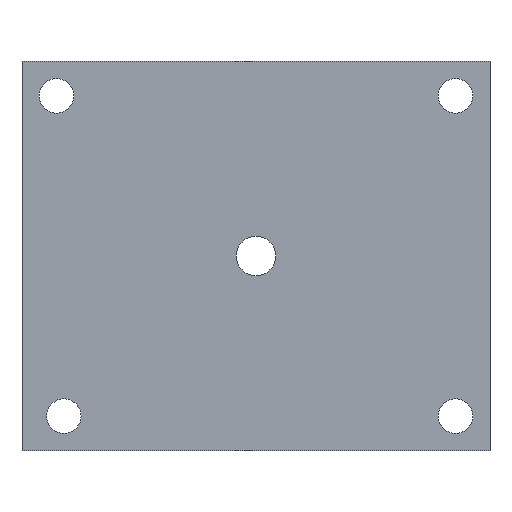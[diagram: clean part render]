
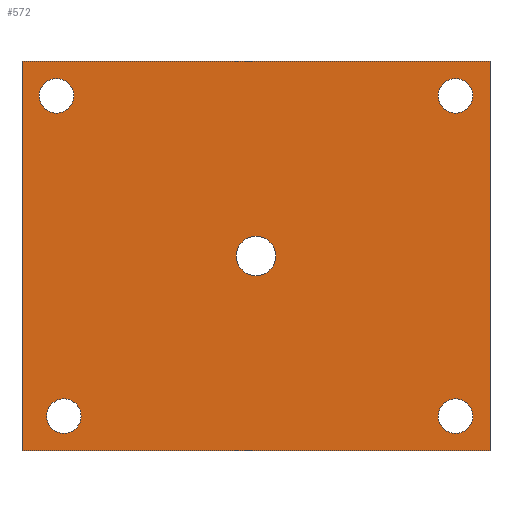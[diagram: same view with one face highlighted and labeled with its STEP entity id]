
A CAD part, front view. The second image highlights one B-rep face of the part: STEP entity #572.
In plain terms, the highlighted planar face has unit normal (0, -1, 0).
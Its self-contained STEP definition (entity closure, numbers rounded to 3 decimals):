
#3=CARTESIAN_POINT('POINT2',(-117.475,-22.225,103.188));
#4=VERTEX_POINT('VERTEX2',#3);
#20=CARTESIAN_POINT('POINT4',(-139.7,-22.225,103.188));
#21=VERTEX_POINT('VERTEX4',#20);
#28=CARTESIAN_POINT('POS4',(-128.588,-22.225,103.188));
#29=DIRECTION('DIR5',(0.,1.,0.));
#30=DIRECTION('DIR6',(1.,0.,0.));
#31=AXIS2_PLACEMENT_3D('AXIS2',#28,#29,#30);
#32=CIRCLE('ELLIPSE2',#31,11.113);
#33=EDGE_CURVE('EDGE4',#4,#21,#32,.T.);
#52=CARTESIAN_POINT('POS7',(-128.588,-22.225,103.188));
#53=DIRECTION('DIR11',(0.,1.,0.));
#54=DIRECTION('DIR12',(-1.,0.,0.));
#55=AXIS2_PLACEMENT_3D('AXIS5',#52,#53,#54);
#56=CIRCLE('ELLIPSE4',#55,11.113);
#57=EDGE_CURVE('EDGE6',#21,#4,#56,.T.);
#69=CARTESIAN_POINT('POINT6',(117.475,-22.225,-103.188))
   ;
#70=VERTEX_POINT('VERTEX6',#69);
#86=CARTESIAN_POINT('POINT8',(139.7,-22.225,-103.188));
#87=VERTEX_POINT('VERTEX8',#86);
#94=CARTESIAN_POINT('POS12',(128.588,-22.225,-103.188))
   ;
#95=DIRECTION('DIR19',(0.,1.,0.));
#96=DIRECTION('DIR20',(-1.,0.,0.));
#97=AXIS2_PLACEMENT_3D('AXIS8',#94,#95,#96);
#98=CIRCLE('ELLIPSE6',#97,11.113);
#99=EDGE_CURVE('EDGE10',#70,#87,#98,.T.);
#118=CARTESIAN_POINT('POS15',(128.588,-22.225,-103.188)
   );
#119=DIRECTION('DIR25',(0.,1.,0.));
#120=DIRECTION('DIR26',(1.,0.,0.));
#121=AXIS2_PLACEMENT_3D('AXIS11',#118,#119,#120);
#122=CIRCLE('ELLIPSE8',#121,11.113);
#123=EDGE_CURVE('EDGE12',#87,#70,#122,.T.);
#135=CARTESIAN_POINT('POINT10',(139.7,-22.225,103.188));
#136=VERTEX_POINT('VERTEX10',#135);
#152=CARTESIAN_POINT('POINT12',(117.475,-22.225,103.188)
   );
#153=VERTEX_POINT('VERTEX12',#152);
#160=CARTESIAN_POINT('POS20',(128.588,-22.225,103.188))
   ;
#161=DIRECTION('DIR33',(0.,-1.,0.));
#162=DIRECTION('DIR34',(-1.,0.,0.));
#163=AXIS2_PLACEMENT_3D('AXIS14',#160,#161,#162);
#164=CIRCLE('ELLIPSE10',#163,11.113);
#165=EDGE_CURVE('EDGE16',#153,#136,#164,.T.);
#184=CARTESIAN_POINT('POS23',(128.588,-22.225,103.188))
   ;
#185=DIRECTION('DIR39',(0.,-1.,0.));
#186=DIRECTION('DIR40',(1.,0.,0.));
#187=AXIS2_PLACEMENT_3D('AXIS17',#184,#185,#186);
#188=CIRCLE('ELLIPSE12',#187,11.113);
#189=EDGE_CURVE('EDGE18',#136,#153,#188,.T.);
#201=CARTESIAN_POINT('POINT14',(-112.713,-22.225,
   -103.188));
#202=VERTEX_POINT('VERTEX14',#201);
#218=CARTESIAN_POINT('POINT16',(-134.938,-22.225,
   -103.188));
#219=VERTEX_POINT('VERTEX16',#218);
#226=CARTESIAN_POINT('POS28',(-123.825,-22.225,-103.188)
   );
#227=DIRECTION('DIR47',(0.,-1.,0.));
#228=DIRECTION('DIR48',(-1.,0.,0.));
#229=AXIS2_PLACEMENT_3D('AXIS20',#226,#227,#228);
#230=CIRCLE('ELLIPSE14',#229,11.113);
#231=EDGE_CURVE('EDGE22',#219,#202,#230,.T.);
#250=CARTESIAN_POINT('POS31',(-123.825,-22.225,-103.188)
   );
#251=DIRECTION('DIR53',(0.,-1.,0.));
#252=DIRECTION('DIR54',(1.,0.,0.));
#253=AXIS2_PLACEMENT_3D('AXIS23',#250,#251,#252);
#254=CIRCLE('ELLIPSE16',#253,11.113);
#255=EDGE_CURVE('EDGE24',#202,#219,#254,.T.);
#407=CARTESIAN_POINT('POINT27',(12.7,-22.225,0.));
#408=VERTEX_POINT('VERTEX27',#407);
#415=CARTESIAN_POINT('POINT28',(-12.7,-22.225,0.));
#416=VERTEX_POINT('VERTEX28',#415);
#417=CARTESIAN_POINT('POS49',(0.,-22.225,
   0.));
#418=DIRECTION('DIR86',(0.,-1.,0.));
#419=DIRECTION('DIR87',(1.,0.,0.));
#420=AXIS2_PLACEMENT_3D('AXIS38',#417,#418,#419);
#421=CIRCLE('ELLIPSE25',#420,12.7);
#422=EDGE_CURVE('EDGE36',#408,#416,#421,.T.);
#448=CARTESIAN_POINT('POS53',(0.,-22.225,
   0.));
#449=DIRECTION('DIR93',(0.,-1.,0.));
#450=DIRECTION('DIR94',(-1.,0.,0.));
#451=AXIS2_PLACEMENT_3D('AXIS41',#448,#449,#450);
#452=CIRCLE('ELLIPSE27',#451,12.7);
#453=EDGE_CURVE('EDGE39',#416,#408,#452,.T.);
#513=ORIENTED_EDGE('COEDGE63',*,*,#255,.F.);
#514=ORIENTED_EDGE('COEDGE64',*,*,#231,.F.);
#515=EDGE_LOOP('NONE',(#513,#514));
#516=FACE_BOUND('LOOP1',#515,.T.);
#517=CARTESIAN_POINT('POINT34',(150.813,-22.225,125.413
   ));
#518=VERTEX_POINT('VERTEX34',#517);
#519=CARTESIAN_POINT('POINT35',(-150.813,-22.225,
   125.413));
#520=VERTEX_POINT('VERTEX35',#519);
#521=CARTESIAN_POINT('POS61',(150.813,-22.225,125.413))
   ;
#522=DIRECTION('DIR107',(-1.,0.,0.));
#523=VECTOR('VEC15',#522,1.);
#524=LINE('STRAIGHT15',#521,#523);
#525=EDGE_CURVE('EDGE45',#518,#520,#524,.T.);
#526=ORIENTED_EDGE('COEDGE65',*,*,#525,.T.);
#527=CARTESIAN_POINT('POINT36',(-150.813,-22.225,
   -125.413));
#528=VERTEX_POINT('VERTEX36',#527);
#529=CARTESIAN_POINT('POS62',(-150.813,-22.225,125.413)
   );
#530=DIRECTION('DIR108',(0.,0.,-1.));
#531=VECTOR('VEC16',#530,1.);
#532=LINE('STRAIGHT16',#529,#531);
#533=EDGE_CURVE('EDGE46',#520,#528,#532,.T.);
#534=ORIENTED_EDGE('COEDGE66',*,*,#533,.T.);
#535=CARTESIAN_POINT('POINT37',(150.813,-22.225,
   -125.413));
#536=VERTEX_POINT('VERTEX37',#535);
#537=CARTESIAN_POINT('POS63',(-150.813,-22.225,-125.413
   ));
#538=DIRECTION('DIR109',(1.,0.,0.));
#539=VECTOR('VEC17',#538,1.);
#540=LINE('STRAIGHT17',#537,#539);
#541=EDGE_CURVE('EDGE47',#528,#536,#540,.T.);
#542=ORIENTED_EDGE('COEDGE67',*,*,#541,.T.);
#543=CARTESIAN_POINT('POS64',(150.813,-22.225,-125.413)
   );
#544=DIRECTION('DIR110',(0.,0.,1.));
#545=VECTOR('VEC18',#544,1.);
#546=LINE('STRAIGHT18',#543,#545);
#547=EDGE_CURVE('EDGE48',#536,#518,#546,.T.);
#548=ORIENTED_EDGE('COEDGE68',*,*,#547,.T.);
#549=EDGE_LOOP('NONE',(#526,#534,#542,#548));
#550=FACE_BOUND('LOOP1',#549,.T.);
#551=ORIENTED_EDGE('COEDGE69',*,*,#453,.F.);
#552=ORIENTED_EDGE('COEDGE70',*,*,#422,.F.);
#553=EDGE_LOOP('NONE',(#551,#552));
#554=FACE_BOUND('LOOP1',#553,.T.);
#555=ORIENTED_EDGE('COEDGE71',*,*,#189,.F.);
#556=ORIENTED_EDGE('COEDGE72',*,*,#165,.F.);
#557=EDGE_LOOP('NONE',(#555,#556));
#558=FACE_BOUND('LOOP1',#557,.T.);
#559=ORIENTED_EDGE('COEDGE73',*,*,#123,.T.);
#560=ORIENTED_EDGE('COEDGE74',*,*,#99,.T.);
#561=EDGE_LOOP('NONE',(#559,#560));
#562=FACE_BOUND('LOOP1',#561,.T.);
#563=ORIENTED_EDGE('COEDGE75',*,*,#57,.T.);
#564=ORIENTED_EDGE('COEDGE76',*,*,#33,.T.);
#565=EDGE_LOOP('NONE',(#563,#564));
#566=FACE_BOUND('LOOP1',#565,.T.);
#567=CARTESIAN_POINT('POS65',(0.,-22.225,0.));
#568=DIRECTION('DIR111',(0.,-1.,0.));
#569=DIRECTION('DIR112',(1.,0.,0.));
#570=AXIS2_PLACEMENT_3D('AXIS47',#567,#568,#569);
#571=PLANE('PLANE5',#570);
#572=ADVANCED_FACE('FACE17',(#516,#550,#554,#558,#562,#566),#571,.T.);
